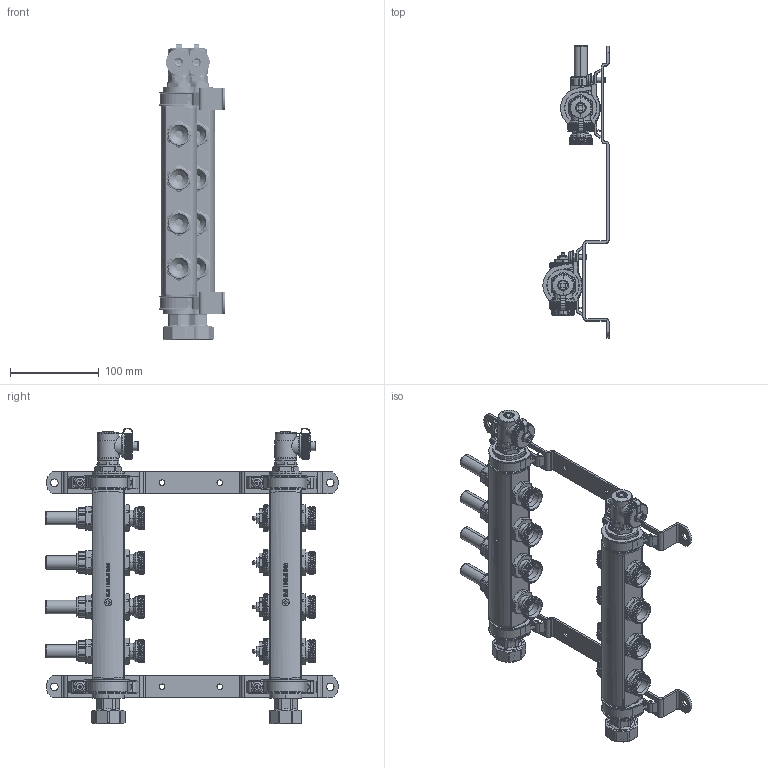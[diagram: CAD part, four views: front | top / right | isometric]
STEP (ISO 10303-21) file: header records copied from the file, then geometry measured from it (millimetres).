
FILE_DESCRIPTION((''),'2;1');
FILE_NAME('9320-04-800_VEREINFAC_SW0001','2016-10-25T',('marann'),(''),'PRO/ENGINEER BY PARAMETRIC TECHNOLOGY CORPORATION, 2011490','PRO/ENGINEER BY PARAMETRIC TECHNOLOGY CORPORATION, 2011490','');
FILE_SCHEMA(('CONFIG_CONTROL_DESIGN'));
Products named in the file (1): 9320-04-800_VEREINFAC_SW0001
Bounding box: 74.75 x 329.7 x 332.8 mm (x, y, z)
Volume: 430648.6 mm3; surface area: 297402.4 mm2
Topology: 7 solids, 8 shells, 3623 faces, 9803 edges, 6330 vertices
Faces by surface type: plane 1554, cylinder 1316, cone 334, bspline 298, torus 121
Entity records: 165206 total; most frequent: CARTESIAN_POINT 75921, ORIENTED_EDGE 19606, DIRECTION 17642, EDGE_CURVE 9803, AXIS2_PLACEMENT_3D 6499, VERTEX_POINT 6330, VECTOR 4644, LINE 4644
